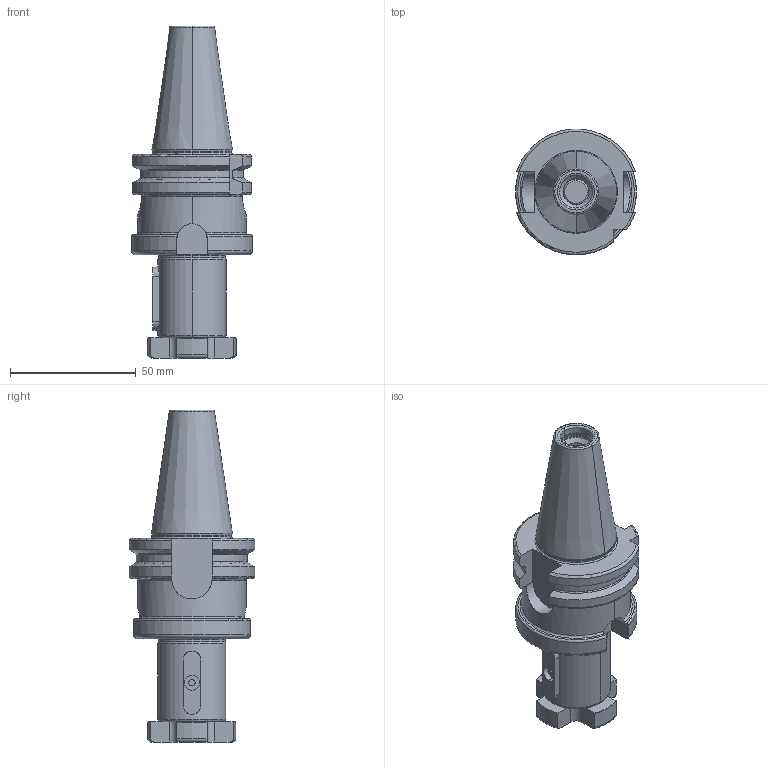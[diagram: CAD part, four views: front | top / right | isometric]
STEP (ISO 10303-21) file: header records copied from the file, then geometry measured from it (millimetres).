
FILE_DESCRIPTION((''),'2;1');
FILE_NAME('302_10_27','2020-09-24T',('104091'),(''),'CREO PARAMETRIC BY PTC INC, 2016260','CREO PARAMETRIC BY PTC INC, 2016260','');
FILE_SCHEMA(('CONFIG_CONTROL_DESIGN'));
Length unit declared in the file: millimetre
Products named in the file (1): 302_10_27
Bounding box: 48 x 49.9 x 131.8 mm (x, y, z)
Volume: 101549.9 mm3; surface area: 23119.5 mm2
Topology: 1 solids, 2 shells, 185 faces, 465 edges, 287 vertices
Faces by surface type: plane 53, cylinder 53, torus 47, cone 32
Entity records: 6070 total; most frequent: CARTESIAN_POINT 1625, DIRECTION 944, ORIENTED_EDGE 926, EDGE_CURVE 463, AXIS2_PLACEMENT_3D 384, VERTEX_POINT 287, CIRCLE 196, EDGE_LOOP 192
